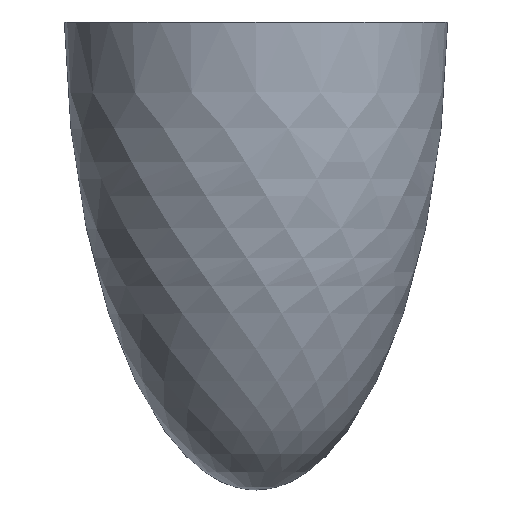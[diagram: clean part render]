
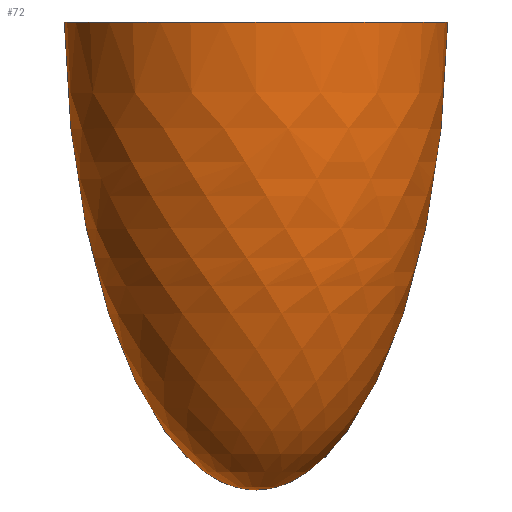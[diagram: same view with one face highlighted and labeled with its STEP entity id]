
A CAD part, top view. The second image highlights one B-rep face of the part: STEP entity #72.
In plain terms, the highlighted face is a revolution surface.
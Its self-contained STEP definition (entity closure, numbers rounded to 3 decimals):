
#72=ADVANCED_FACE('',(#108),#109,.T.);
#108=FACE_OUTER_BOUND('',#168,.T.);
#109=SURFACE_OF_REVOLUTION('',#169,#170);
#168=EDGE_LOOP('',(#270,#271,#272));
#169=(B_SPLINE_CURVE(3,(#274,#275,#276,#277,#278),.UNSPECIFIED.,.F.,.F.)B_SPLINE_CURVE_WITH_KNOTS((4,1,4),(0.361,0.762,1.162),.UNSPECIFIED.)RATIONAL_B_SPLINE_CURVE((1.16,1.053,0.947,1.053,1.16))BOUNDED_CURVE()REPRESENTATION_ITEM('')GEOMETRIC_REPRESENTATION_ITEM()CURVE());
#170=AXIS1_PLACEMENT('',#285,#286);
#270=ORIENTED_EDGE('',*,*,#416,.T.);
#271=ORIENTED_EDGE('',*,*,#418,.F.);
#272=ORIENTED_EDGE('',*,*,#431,.T.);
#274=CARTESIAN_POINT('',(0.,-61.,0.0));
#275=CARTESIAN_POINT('',(6.344,-61.,0.0));
#276=CARTESIAN_POINT('',(19.23,-48.536,0.0));
#277=CARTESIAN_POINT('',(24.703,-16.205,0.0));
#278=CARTESIAN_POINT('',(25.0,0.,0.0));
#285=CARTESIAN_POINT('',(0.0,-61.,0.0));
#286=DIRECTION('',(0.0,1.0,0.0));
#416=EDGE_CURVE('',#466,#467,#468,.T.);
#418=EDGE_CURVE('',#469,#467,#471,.T.);
#431=EDGE_CURVE('',#469,#466,#492,.T.);
#466=VERTEX_POINT('',#548);
#467=VERTEX_POINT('',#549);
#468=ELLIPSE('',#550,64.0,25.028);
#469=VERTEX_POINT('',#551);
#471=ELLIPSE('',#553,64.0,25.028);
#492=CIRCLE('',#578,25.0);
#548=CARTESIAN_POINT('',(-25.0,0.,0.));
#549=CARTESIAN_POINT('',(0.0,-61.0,0.0));
#550=AXIS2_PLACEMENT_3D('',#648,#649,#650);
#551=CARTESIAN_POINT('',(25.0,0.,0.0));
#553=AXIS2_PLACEMENT_3D('',#654,#655,#656);
#578=AXIS2_PLACEMENT_3D('',#685,#686,#687);
#648=CARTESIAN_POINT('',(0.0,3.0,0.0));
#649=DIRECTION('',(0.,0.,1.0));
#650=DIRECTION('',(0.,-1.0,0.));
#654=CARTESIAN_POINT('',(0.0,3.0,0.));
#655=DIRECTION('',(0.0,0.0,-1.0));
#656=DIRECTION('',(0.,-1.0,0.0));
#685=CARTESIAN_POINT('',(0.0,0.,0.0));
#686=DIRECTION('',(0.0,-1.0,0.0));
#687=DIRECTION('',(1.0,0.0,0.0));
